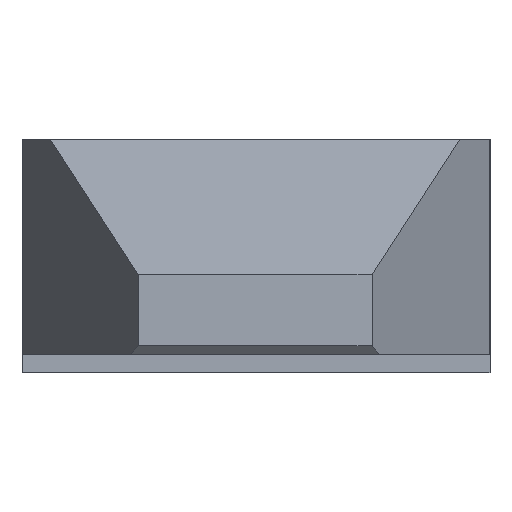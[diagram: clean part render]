
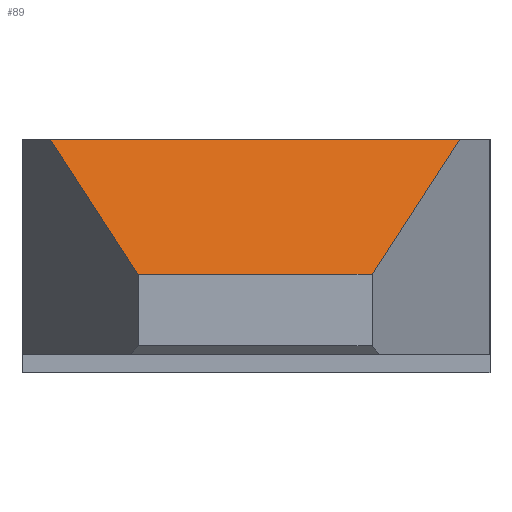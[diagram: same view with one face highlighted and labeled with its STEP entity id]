
A CAD part, left-side view. The second image highlights one B-rep face of the part: STEP entity #89.
In plain terms, the highlighted planar face has unit normal (-0.5, 0, 0.866).
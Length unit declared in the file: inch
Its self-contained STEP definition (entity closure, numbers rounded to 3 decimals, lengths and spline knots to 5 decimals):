
#50=CARTESIAN_POINT('',(0.0625,0.05706,0.08892));
#51=DIRECTION('',(-0.5,0.,0.866));
#52=DIRECTION('',(0.866,0.0,0.5));
#53=AXIS2_PLACEMENT_3D('',#50,#51,#52);
#54=PLANE('',#53);
#55=CARTESIAN_POINT('',(0.125,0.19786,0.125));
#56=VERTEX_POINT('',#55);
#57=CARTESIAN_POINT('',(0.,0.151,0.05283));
#58=VERTEX_POINT('',#57);
#59=CARTESIAN_POINT('',(0.125,0.19786,0.125));
#60=DIRECTION('',(-0.824,-0.309,-0.476));
#61=VECTOR('',#60,0.15175);
#62=LINE('',#59,#61);
#63=EDGE_CURVE('',#56,#58,#62,.T.);
#64=ORIENTED_EDGE('',*,*,#63,.T.);
#65=CARTESIAN_POINT('',(0.,0.026,0.05283));
#66=VERTEX_POINT('',#65);
#67=CARTESIAN_POINT('',(0.,0.151,0.05283));
#68=DIRECTION('',(0.0,-1.0,0.0));
#69=VECTOR('',#68,0.125);
#70=LINE('',#67,#69);
#71=EDGE_CURVE('',#58,#66,#70,.T.);
#72=ORIENTED_EDGE('',*,*,#71,.T.);
#73=CARTESIAN_POINT('',(0.125,-0.02086,0.125));
#74=VERTEX_POINT('',#73);
#75=CARTESIAN_POINT('',(0.,0.026,0.05283));
#76=DIRECTION('',(0.824,-0.309,0.476));
#77=VECTOR('',#76,0.15175);
#78=LINE('',#75,#77);
#79=EDGE_CURVE('',#66,#74,#78,.T.);
#80=ORIENTED_EDGE('',*,*,#79,.T.);
#81=CARTESIAN_POINT('',(0.125,-0.02086,0.125));
#82=DIRECTION('',(0.0,1.0,0.0));
#83=VECTOR('',#82,0.21872);
#84=LINE('',#81,#83);
#85=EDGE_CURVE('',#74,#56,#84,.T.);
#86=ORIENTED_EDGE('',*,*,#85,.T.);
#87=EDGE_LOOP('',(#64,#72,#80,#86));
#88=FACE_OUTER_BOUND('',#87,.T.);
#89=ADVANCED_FACE('',(#88),#54,.T.);
